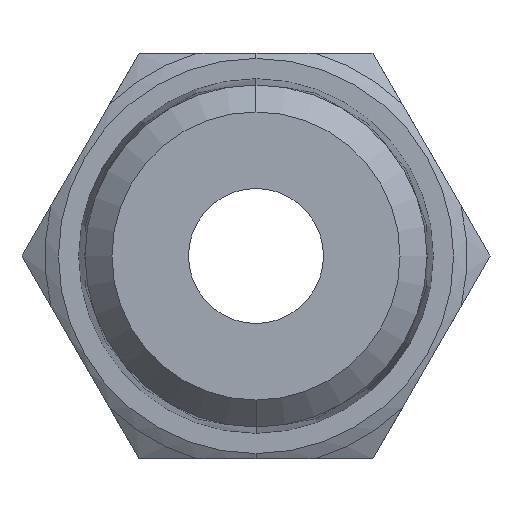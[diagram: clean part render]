
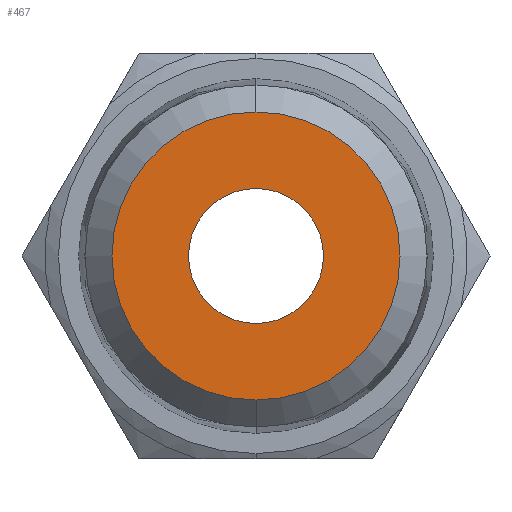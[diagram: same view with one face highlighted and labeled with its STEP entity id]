
A CAD part, front view. The second image highlights one B-rep face of the part: STEP entity #467.
In plain terms, the highlighted planar face has unit normal (0, -1, 0).
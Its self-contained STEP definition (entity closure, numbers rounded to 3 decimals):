
#130 = VERTEX_POINT ( 'NONE', #975 ) ;
#139 = EDGE_CURVE ( 'NONE', #130, #281, #997, .T. ) ;
#159 = VERTEX_POINT ( 'NONE', #1059 ) ;
#177 = VERTEX_POINT ( 'NONE', #1097 ) ;
#231 = EDGE_CURVE ( 'NONE', #159, #177, #1200, .T. ) ;
#281 = VERTEX_POINT ( 'NONE', #1291 ) ;
#382 = ORIENTED_EDGE ( 'NONE', *, *, #456, .T. ) ;
#384 = ORIENTED_EDGE ( 'NONE', *, *, #231, .T. ) ;
#385 = ORIENTED_EDGE ( 'NONE', *, *, #139, .F. ) ;
#456 = EDGE_CURVE ( 'NONE', #177, #159, #1613, .T. ) ;
#460 = EDGE_LOOP ( 'NONE', ( #382, #384 ) ) ;
#463 = EDGE_CURVE ( 'NONE', #281, #130, #1610, .T. ) ;
#467 = ADVANCED_FACE ( 'NONE', ( #1689, #1634 ), #1633, .T. ) ;
#468 = ORIENTED_EDGE ( 'NONE', *, *, #463, .F. ) ;
#472 = EDGE_LOOP ( 'NONE', ( #468, #385 ) ) ;
#975 = CARTESIAN_POINT ( 'NONE',  ( 0., 0., 2. ) ) ;
#995 = CARTESIAN_POINT ( 'NONE',  ( 0., 0., 0. ) ) ;
#996 = AXIS2_PLACEMENT_3D ( 'NONE', #995, #1014, #1013 ) ;
#997 = CIRCLE ( 'NONE', #996, 2. ) ;
#1013 = DIRECTION ( 'NONE',  ( 0., 0., -1. ) ) ;
#1014 = DIRECTION ( 'NONE',  ( 0., -1., 0. ) ) ;
#1059 = CARTESIAN_POINT ( 'NONE',  ( 0., 0., -4.264 ) ) ;
#1097 = CARTESIAN_POINT ( 'NONE',  ( 0., 0., 4.264 ) ) ;
#1192 = DIRECTION ( 'NONE',  ( 0., 0., -1. ) ) ;
#1197 = DIRECTION ( 'NONE',  ( 0., -1., 0. ) ) ;
#1198 = CARTESIAN_POINT ( 'NONE',  ( 0., 0., 0. ) ) ;
#1199 = AXIS2_PLACEMENT_3D ( 'NONE', #1198, #1197, #1192 ) ;
#1200 = CIRCLE ( 'NONE', #1199, 4.264 ) ;
#1291 = CARTESIAN_POINT ( 'NONE',  ( 0., 0., -2. ) ) ;
#1610 = CIRCLE ( 'NONE', #1693, 2. ) ;
#1612 = CARTESIAN_POINT ( 'NONE',  ( 0., 0., 0. ) ) ;
#1613 = CIRCLE ( 'NONE', #1651, 4.264 ) ;
#1633 = PLANE ( 'NONE',  #1687 ) ;
#1634 = FACE_OUTER_BOUND ( 'NONE', #460, .T. ) ;
#1649 = DIRECTION ( 'NONE',  ( 0., 0., -1. ) ) ;
#1650 = DIRECTION ( 'NONE',  ( 0., -1., 0. ) ) ;
#1651 = AXIS2_PLACEMENT_3D ( 'NONE', #1612, #1650, #1649 ) ;
#1684 = DIRECTION ( 'NONE',  ( 0., 0., -1. ) ) ;
#1685 = DIRECTION ( 'NONE',  ( 0., -1., 0. ) ) ;
#1686 = CARTESIAN_POINT ( 'NONE',  ( 0., 0., 0. ) ) ;
#1687 = AXIS2_PLACEMENT_3D ( 'NONE', #1686, #1685, #1684 ) ;
#1689 = FACE_BOUND ( 'NONE', #472, .T. ) ;
#1690 = DIRECTION ( 'NONE',  ( 0., 0., -1. ) ) ;
#1691 = DIRECTION ( 'NONE',  ( 0., -1., 0. ) ) ;
#1692 = CARTESIAN_POINT ( 'NONE',  ( 0., 0., 0. ) ) ;
#1693 = AXIS2_PLACEMENT_3D ( 'NONE', #1692, #1691, #1690 ) ;
